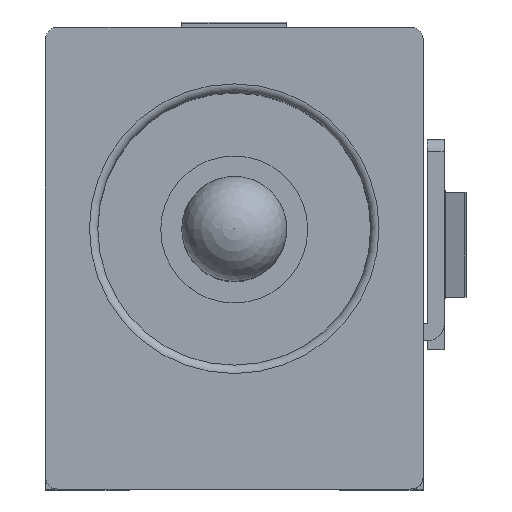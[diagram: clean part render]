
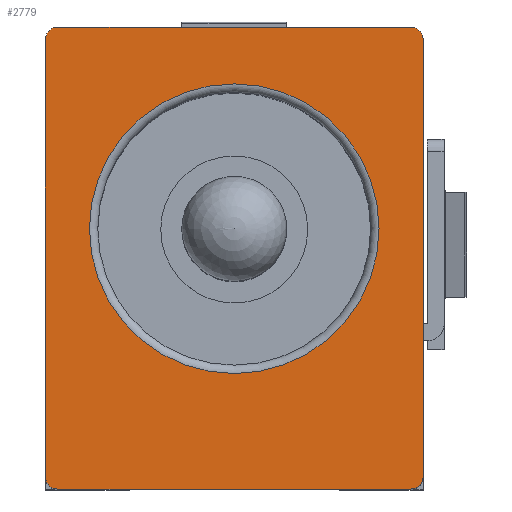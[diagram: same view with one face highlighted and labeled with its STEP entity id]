
A CAD part, top view. The second image highlights one B-rep face of the part: STEP entity #2779.
In plain terms, the highlighted planar face has unit normal (0, 0, 1).
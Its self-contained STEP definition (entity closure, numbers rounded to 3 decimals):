
#16=FACE_BOUND('',#436,.T.);
#159=CIRCLE('',#2959,3.45);
#172=CIRCLE('',#2981,0.3);
#174=CIRCLE('',#2984,0.3);
#175=CIRCLE('',#2986,0.3);
#177=CIRCLE('',#2989,0.3);
#282=FACE_OUTER_BOUND('',#435,.T.);
#435=EDGE_LOOP('',(#2099,#2100,#2101,#2102,#2103,#2104,#2105,#2106));
#436=EDGE_LOOP('',(#2107));
#662=LINE('',#4318,#959);
#673=LINE('',#4357,#970);
#674=LINE('',#4358,#971);
#675=LINE('',#4359,#972);
#959=VECTOR('',#3455,1000.);
#970=VECTOR('',#3492,1000.);
#971=VECTOR('',#3493,1000.);
#972=VECTOR('',#3494,1000.);
#1233=VERTEX_POINT('',#4267);
#1251=VERTEX_POINT('',#4315);
#1252=VERTEX_POINT('',#4317);
#1257=VERTEX_POINT('',#4329);
#1259=VERTEX_POINT('',#4335);
#1260=VERTEX_POINT('',#4339);
#1261=VERTEX_POINT('',#4340);
#1264=VERTEX_POINT('',#4348);
#1265=VERTEX_POINT('',#4349);
#1542=EDGE_CURVE('',#1233,#1233,#159,.T.);
#1565=EDGE_CURVE('',#1252,#1251,#662,.T.);
#1572=EDGE_CURVE('',#1251,#1257,#172,.T.);
#1574=EDGE_CURVE('',#1259,#1252,#174,.T.);
#1576=EDGE_CURVE('',#1260,#1261,#175,.T.);
#1580=EDGE_CURVE('',#1264,#1265,#177,.T.);
#1584=EDGE_CURVE('',#1257,#1264,#673,.T.);
#1585=EDGE_CURVE('',#1265,#1260,#674,.T.);
#1586=EDGE_CURVE('',#1261,#1259,#675,.T.);
#2099=ORIENTED_EDGE('',*,*,#1572,.T.);
#2100=ORIENTED_EDGE('',*,*,#1584,.T.);
#2101=ORIENTED_EDGE('',*,*,#1580,.T.);
#2102=ORIENTED_EDGE('',*,*,#1585,.T.);
#2103=ORIENTED_EDGE('',*,*,#1576,.T.);
#2104=ORIENTED_EDGE('',*,*,#1586,.T.);
#2105=ORIENTED_EDGE('',*,*,#1574,.T.);
#2106=ORIENTED_EDGE('',*,*,#1565,.T.);
#2107=ORIENTED_EDGE('',*,*,#1542,.T.);
#2653=PLANE('',#2991);
#2779=ADVANCED_FACE('',(#282,#16),#2653,.F.);
#2959=AXIS2_PLACEMENT_3D('',#4268,#3404,#3405);
#2981=AXIS2_PLACEMENT_3D('',#4331,#3465,#3466);
#2984=AXIS2_PLACEMENT_3D('',#4336,#3471,#3472);
#2986=AXIS2_PLACEMENT_3D('',#4341,#3476,#3477);
#2989=AXIS2_PLACEMENT_3D('',#4350,#3484,#3485);
#2991=AXIS2_PLACEMENT_3D('',#4356,#3490,#3491);
#3404=DIRECTION('center_axis',(0.,0.,-1.));
#3405=DIRECTION('ref_axis',(-1.,0.,0.));
#3455=DIRECTION('',(-1.,0.,0.));
#3465=DIRECTION('center_axis',(0.,0.,1.));
#3466=DIRECTION('ref_axis',(-1.,0.,0.));
#3471=DIRECTION('center_axis',(0.,0.,1.));
#3472=DIRECTION('ref_axis',(-1.,0.,0.));
#3476=DIRECTION('center_axis',(0.,0.,1.));
#3477=DIRECTION('ref_axis',(1.,0.,0.));
#3484=DIRECTION('center_axis',(0.,0.,1.));
#3485=DIRECTION('ref_axis',(-1.,0.,0.));
#3490=DIRECTION('center_axis',(0.,0.,-1.));
#3491=DIRECTION('ref_axis',(-1.,0.,0.));
#3492=DIRECTION('',(0.,-1.,0.));
#3493=DIRECTION('',(1.,0.,0.));
#3494=DIRECTION('',(0.,1.,0.));
#4267=CARTESIAN_POINT('',(3.45,0.7,19.));
#4268=CARTESIAN_POINT('Origin',(0.,0.7,19.));
#4315=CARTESIAN_POINT('',(-4.2,5.5,19.));
#4317=CARTESIAN_POINT('',(4.2,5.5,19.));
#4318=CARTESIAN_POINT('',(-4.2,5.5,19.));
#4329=CARTESIAN_POINT('',(-4.5,5.2,19.));
#4331=CARTESIAN_POINT('Origin',(-4.2,5.2,19.));
#4335=CARTESIAN_POINT('',(4.5,5.2,19.));
#4336=CARTESIAN_POINT('Origin',(4.2,5.2,19.));
#4339=CARTESIAN_POINT('',(4.2,-5.5,19.));
#4340=CARTESIAN_POINT('',(4.5,-5.2,19.));
#4341=CARTESIAN_POINT('Origin',(4.2,-5.2,19.));
#4348=CARTESIAN_POINT('',(-4.5,-5.2,19.));
#4349=CARTESIAN_POINT('',(-4.2,-5.5,19.));
#4350=CARTESIAN_POINT('Origin',(-4.2,-5.2,19.));
#4356=CARTESIAN_POINT('Origin',(-4.2,5.2,19.));
#4357=CARTESIAN_POINT('',(-4.5,-5.2,19.));
#4358=CARTESIAN_POINT('',(-4.2,-5.5,19.));
#4359=CARTESIAN_POINT('',(4.5,-5.2,19.));
